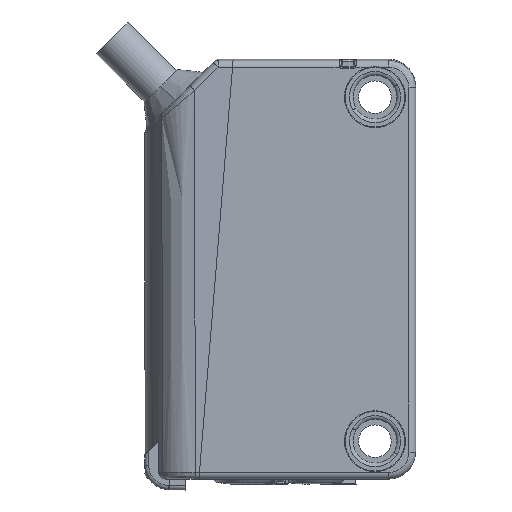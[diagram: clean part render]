
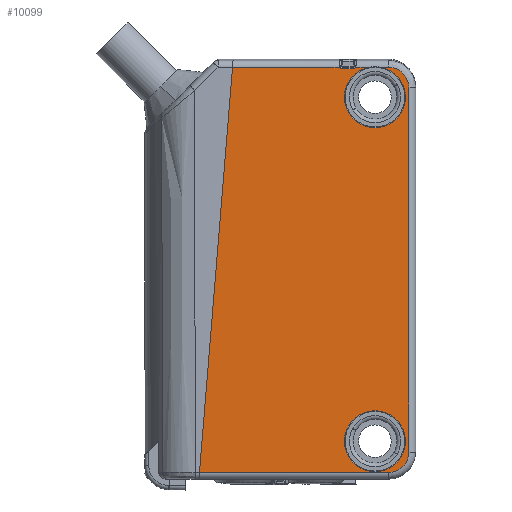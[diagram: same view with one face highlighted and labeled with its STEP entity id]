
A CAD part, left-side view. The second image highlights one B-rep face of the part: STEP entity #10099.
In plain terms, the highlighted planar face has unit normal (-1, 0, 0).
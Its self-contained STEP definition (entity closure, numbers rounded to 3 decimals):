
#831=DIRECTION('',(0.,1.,0.));
#832=VECTOR('',#831,7.937);
#833=CARTESIAN_POINT('',(-5.5,2.46,9.613));
#834=LINE('',#833,#832);
#877=CARTESIAN_POINT('',(-5.5,2.28,9.7));
#878=DIRECTION('',(-1.,0.,0.));
#879=DIRECTION('',(0.,0.9,-0.437));
#880=AXIS2_PLACEMENT_3D('',#877,#878,#879);
#885=DIRECTION('',(0.,-1.,0.));
#886=VECTOR('',#885,0.8);
#887=CARTESIAN_POINT('',(-5.5,2.28,9.5));
#888=LINE('',#887,#886);
#892=CARTESIAN_POINT('',(-5.5,1.48,9.7));
#893=DIRECTION('',(-1.,0.,0.));
#894=DIRECTION('',(0.,0.,-1.));
#895=AXIS2_PLACEMENT_3D('',#892,#893,#894);
#900=DIRECTION('',(0.,-1.,0.));
#901=VECTOR('',#900,1.012);
#902=CARTESIAN_POINT('',(-5.5,1.3,9.613));
#903=LINE('',#902,#901);
#907=CARTESIAN_POINT('',(-5.5,-0.12,7.4));
#908=DIRECTION('',(-1.,0.,0.));
#909=DIRECTION('',(0.,0.181,0.983));
#910=AXIS2_PLACEMENT_3D('',#907,#908,#909);
#915=CARTESIAN_POINT('',(-5.5,-0.12,7.4));
#916=DIRECTION('',(-1.,0.,0.));
#917=DIRECTION('',(0.,1.,0.));
#918=AXIS2_PLACEMENT_3D('',#915,#916,#917);
#923=CARTESIAN_POINT('',(-5.5,-0.12,7.4));
#924=DIRECTION('',(-1.,0.,0.));
#925=DIRECTION('',(0.,-1.,0.));
#926=AXIS2_PLACEMENT_3D('',#923,#924,#925);
#931=DIRECTION('',(0.,1.,0.));
#932=VECTOR('',#931,0.592);
#933=CARTESIAN_POINT('',(-5.5,-1.12,9.613));
#934=LINE('',#933,#932);
#938=CARTESIAN_POINT('',(-5.5,-1.12,9.613));
#939=CARTESIAN_POINT('',(-5.5,-1.172,9.613));
#940=CARTESIAN_POINT('',(-5.5,-1.275,9.607));
#941=CARTESIAN_POINT('',(-5.5,-1.431,9.583));
#942=CARTESIAN_POINT('',(-5.5,-1.583,9.542));
#943=CARTESIAN_POINT('',(-5.5,-1.73,9.486));
#944=CARTESIAN_POINT('',(-5.5,-1.871,9.415));
#945=CARTESIAN_POINT('',(-5.5,-2.003,9.329));
#946=CARTESIAN_POINT('',(-5.5,-2.125,9.23));
#947=CARTESIAN_POINT('',(-5.5,-2.237,9.118));
#948=CARTESIAN_POINT('',(-5.5,-2.336,8.995));
#949=CARTESIAN_POINT('',(-5.5,-2.422,8.863));
#950=CARTESIAN_POINT('',(-5.5,-2.493,8.723));
#951=CARTESIAN_POINT('',(-5.5,-2.55,8.575));
#952=CARTESIAN_POINT('',(-5.5,-2.59,8.423));
#953=CARTESIAN_POINT('',(-5.5,-2.615,8.268));
#954=CARTESIAN_POINT('',(-5.5,-2.62,8.164));
#955=CARTESIAN_POINT('',(-5.5,-2.62,8.112));
#960=DIRECTION('',(0.,0.,-1.));
#961=VECTOR('',#960,26.912);
#962=CARTESIAN_POINT('',(-5.5,-2.62,8.112));
#963=LINE('',#962,#961);
#967=CARTESIAN_POINT('',(-5.5,-1.12,-18.8));
#968=DIRECTION('',(1.,0.,0.));
#969=DIRECTION('',(0.,-1.,0.));
#970=AXIS2_PLACEMENT_3D('',#967,#968,#969);
#975=DIRECTION('',(0.,-1.,0.));
#976=VECTOR('',#975,13.959);
#977=CARTESIAN_POINT('',(-5.5,12.839,-20.3));
#978=LINE('',#977,#976);
#982=DIRECTION('',(0.,-0.081,0.997));
#983=VECTOR('',#982,30.012);
#984=CARTESIAN_POINT('',(-5.5,12.839,-20.3));
#985=LINE('',#984,#983);
#989=CARTESIAN_POINT('',(-5.5,-0.12,-18.));
#990=DIRECTION('',(-1.,0.,0.));
#991=DIRECTION('',(0.,1.,0.));
#992=AXIS2_PLACEMENT_3D('',#989,#990,#991);
#997=CARTESIAN_POINT('',(-5.5,-0.12,-18.));
#998=DIRECTION('',(-1.,0.,0.));
#999=DIRECTION('',(0.,-1.,0.));
#1000=AXIS2_PLACEMENT_3D('',#997,#998,#999);
#8486=CARTESIAN_POINT('',(-5.5,2.13,-18.));
#8487=CARTESIAN_POINT('',(-5.5,-2.37,-18.));
#8488=VERTEX_POINT('',#8486);
#8489=VERTEX_POINT('',#8487);
#8490=CARTESIAN_POINT('',(-5.5,2.13,7.4));
#8491=CARTESIAN_POINT('',(-5.5,-2.37,7.4));
#8492=VERTEX_POINT('',#8490);
#8493=VERTEX_POINT('',#8491);
#8508=CARTESIAN_POINT('',(-5.5,-2.62,-18.8));
#8509=CARTESIAN_POINT('',(-5.5,-1.12,-20.3));
#8510=VERTEX_POINT('',#8508);
#8511=VERTEX_POINT('',#8509);
#8514=CARTESIAN_POINT('',(-5.5,-2.62,8.112));
#8515=VERTEX_POINT('',#8514);
#8522=CARTESIAN_POINT('',(-5.5,-1.12,
9.613));
#8523=VERTEX_POINT('',#8522);
#8686=CARTESIAN_POINT('',(-5.5,-0.528,9.613));
#8687=VERTEX_POINT('',#8686);
#8716=CARTESIAN_POINT('',(-5.5,2.46,9.613));
#8717=CARTESIAN_POINT('',(-5.5,2.28,9.5));
#8718=VERTEX_POINT('',#8716);
#8719=VERTEX_POINT('',#8717);
#8722=CARTESIAN_POINT('',(-5.5,1.48,9.5));
#8723=VERTEX_POINT('',#8722);
#8726=CARTESIAN_POINT('',(-5.5,1.3,9.613));
#8727=VERTEX_POINT('',#8726);
#8780=CARTESIAN_POINT('',(-5.5,0.288,9.613));
#8781=VERTEX_POINT('',#8780);
#9084=CARTESIAN_POINT('',(-5.5,12.839,
-20.3));
#9085=CARTESIAN_POINT('',(-5.5,10.397,9.613));
#9086=VERTEX_POINT('',#9084);
#9087=VERTEX_POINT('',#9085);
#10060=CARTESIAN_POINT('',(-5.5,-3.12,-20.8));
#10061=DIRECTION('',(-1.,0.,0.));
#10062=DIRECTION('',(0.,0.,1.));
#10063=AXIS2_PLACEMENT_3D('',#10060,#10061,#10062);
#10064=PLANE('',#10063);
#10065=ORIENTED_EDGE('',*,*,#10024,.F.);
#10067=ORIENTED_EDGE('',*,*,#10066,.T.);
#10069=ORIENTED_EDGE('',*,*,#10068,.T.);
#10071=ORIENTED_EDGE('',*,*,#10070,.T.);
#10073=ORIENTED_EDGE('',*,*,#10072,.T.);
#10075=ORIENTED_EDGE('',*,*,#10074,.T.);
#10077=ORIENTED_EDGE('',*,*,#10076,.T.);
#10079=ORIENTED_EDGE('',*,*,#10078,.T.);
#10081=ORIENTED_EDGE('',*,*,#10080,.F.);
#10083=ORIENTED_EDGE('',*,*,#10082,.T.);
#10085=ORIENTED_EDGE('',*,*,#10084,.T.);
#10087=ORIENTED_EDGE('',*,*,#10086,.T.);
#10089=ORIENTED_EDGE('',*,*,#10088,.F.);
#10090=ORIENTED_EDGE('',*,*,#10048,.T.);
#10091=EDGE_LOOP('',(#10065,#10067,#10069,#10071,#10073,#10075,#10077,#10079,
#10081,#10083,#10085,#10087,#10089,#10090));
#10092=FACE_OUTER_BOUND('',#10091,.F.);
#10094=ORIENTED_EDGE('',*,*,#10093,.T.);
#10096=ORIENTED_EDGE('',*,*,#10095,.T.);
#10097=EDGE_LOOP('',(#10094,#10096));
#10098=FACE_BOUND('',#10097,.F.);
#10099=ADVANCED_FACE('',(#10092,#10098),#10064,.T.);
#881=CIRCLE('',#880,0.2);
#896=CIRCLE('',#895,0.2);
#911=CIRCLE('',#910,2.25);
#919=CIRCLE('',#918,2.25);
#927=CIRCLE('',#926,2.25);
#956=B_SPLINE_CURVE_WITH_KNOTS('',3,(#938,#939,#940,#941,#942,#943,#944,#945,
#946,#947,#948,#949,#950,#951,#952,#953,#954,#955),.UNSPECIFIED.,.F.,.F.,(4,1,1,
1,1,1,1,1,1,1,1,1,1,1,1,4),(0.,0.067,0.133,0.2,
0.267,0.333,0.4,0.467,0.533,
0.6,0.667,0.733,0.8,0.867,
0.933,1.),.UNSPECIFIED.);
#971=CIRCLE('',#970,1.5);
#993=CIRCLE('',#992,2.25);
#1001=CIRCLE('',#1000,2.25);
#10024=EDGE_CURVE('',#8718,#9087,#834,.T.);
#10048=EDGE_CURVE('',#9086,#9087,#985,.T.);
#10066=EDGE_CURVE('',#8718,#8719,#881,.T.);
#10068=EDGE_CURVE('',#8719,#8723,#888,.T.);
#10070=EDGE_CURVE('',#8723,#8727,#896,.T.);
#10072=EDGE_CURVE('',#8727,#8781,#903,.T.);
#10074=EDGE_CURVE('',#8781,#8492,#911,.T.);
#10076=EDGE_CURVE('',#8492,#8493,#919,.T.);
#10078=EDGE_CURVE('',#8493,#8687,#927,.T.);
#10080=EDGE_CURVE('',#8523,#8687,#934,.T.);
#10082=EDGE_CURVE('',#8523,#8515,#956,.T.);
#10084=EDGE_CURVE('',#8515,#8510,#963,.T.);
#10086=EDGE_CURVE('',#8510,#8511,#971,.T.);
#10088=EDGE_CURVE('',#9086,#8511,#978,.T.);
#10093=EDGE_CURVE('',#8488,#8489,#993,.T.);
#10095=EDGE_CURVE('',#8489,#8488,#1001,.T.);
